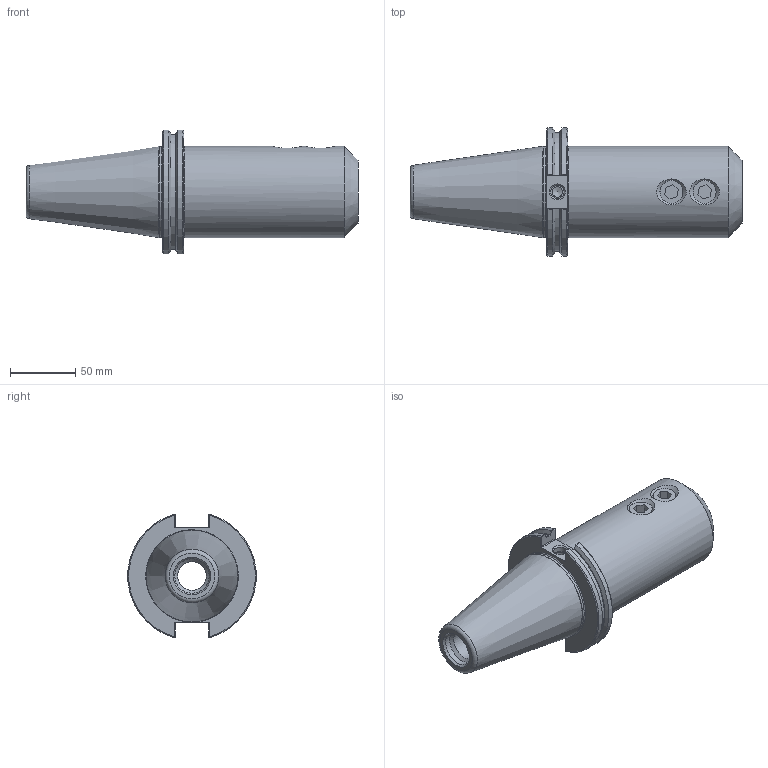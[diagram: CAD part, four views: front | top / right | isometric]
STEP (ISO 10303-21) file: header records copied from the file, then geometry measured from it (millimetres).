
FILE_DESCRIPTION((''),'2;1');
FILE_NAME('C50-15EM6.stp','2014-11-15T12:17:28',('kaykin'),(''),'Autodesk Inventor 2012','Autodesk Inventor 2012','');
FILE_SCHEMA(('AUTOMOTIVE_DESIGN { 1 0 10303 214 1 1 1 1 }'));
Length unit declared in the file: inch
Products named in the file (3): C50-15EM6; C50-15EM6-1; 029-922
Assembly tree (3 placements, depth 2):
  C50-15EM6
    C50-15EM6-1
    029-922  x2
Bounding box: 254 x 98.06 x 94.71 mm (x, y, z)
Volume: 674420.3 mm3; surface area: 90578.6 mm2
Topology: 3 solids, 3 shells, 114 faces, 288 edges, 184 vertices
Faces by surface type: plane 50, cylinder 30, cone 23, bspline 8, torus 3
Full cylindrical faces by diameter (mm): 8 x1, 10.135 x1, 17.463 x2, 19.05 x2, 21.971 x1, 26.365 x1, 38.1 x1, 39.116 x1, 69.342 x1, 69.85 x1
Entity records: 4043 total; most frequent: CARTESIAN_POINT 1618, ORIENTED_EDGE 458, DIRECTION 434, EDGE_CURVE 229, AXIS2_PLACEMENT_3D 167, VERTEX_POINT 161, EDGE_LOOP 138, FACE_OUTER_BOUND 102
